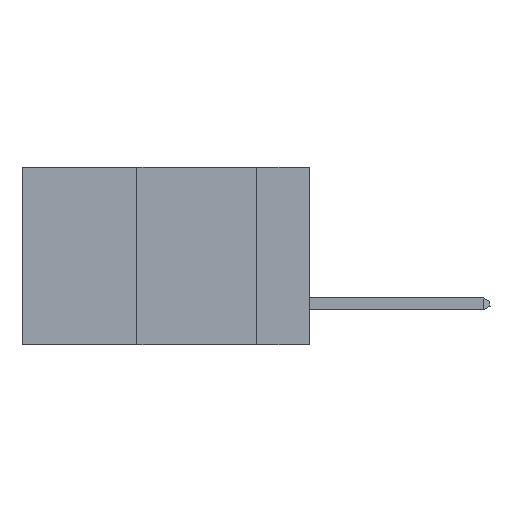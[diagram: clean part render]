
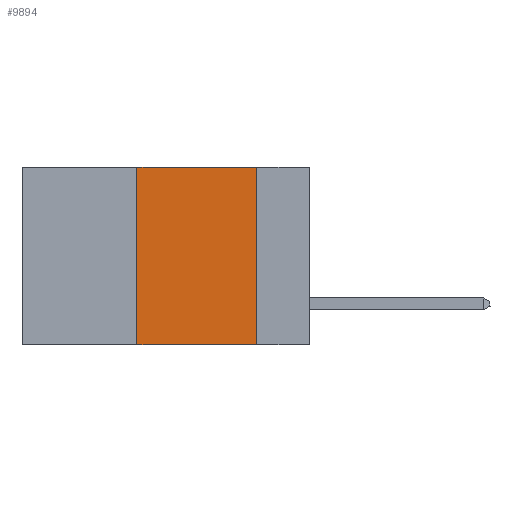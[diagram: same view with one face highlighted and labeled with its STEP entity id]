
A CAD part, left-side view. The second image highlights one B-rep face of the part: STEP entity #9894.
In plain terms, the highlighted planar face has unit normal (-1, 0, 0).
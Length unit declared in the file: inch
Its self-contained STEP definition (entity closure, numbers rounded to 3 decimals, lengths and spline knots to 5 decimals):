
#1429 = VERTEX_POINT ( 'NONE', #26085 ) ;
#1779 = ORIENTED_EDGE ( 'NONE', *, *, #29395, .F. ) ;
#2644 = DIRECTION ( 'NONE',  ( 0., 0., -1. ) ) ;
#4195 = CARTESIAN_POINT ( 'NONE',  ( 0., 0.6, -0.37 ) ) ;
#5256 = DIRECTION ( 'NONE',  ( 1., 0., 0. ) ) ;
#6004 = VERTEX_POINT ( 'NONE', #29020 ) ;
#7447 = DIRECTION ( 'NONE',  ( 0., 0., -1. ) ) ;
#8150 = AXIS2_PLACEMENT_3D ( 'NONE', #10497, #5256, #2644 ) ;
#9894 = ADVANCED_FACE ( 'NONE', ( #27306 ), #10610, .F. ) ;
#10497 = CARTESIAN_POINT ( 'NONE',  ( 0., 0.6, 0. ) ) ;
#10610 = PLANE ( 'NONE',  #8150 ) ;
#10743 = EDGE_CURVE ( 'NONE', #1429, #24058, #26811, .T. ) ;
#11209 = VECTOR ( 'NONE', #7447, 39.37008 ) ;
#11305 = CARTESIAN_POINT ( 'NONE',  ( 0., 0.11, -0.37 ) ) ;
#11729 = VERTEX_POINT ( 'NONE', #24873 ) ;
#13179 = DIRECTION ( 'NONE',  ( 0., -1., 0. ) ) ;
#14154 = ORIENTED_EDGE ( 'NONE', *, *, #19479, .F. ) ;
#14306 = ORIENTED_EDGE ( 'NONE', *, *, #27649, .F. ) ;
#14904 = CARTESIAN_POINT ( 'NONE',  ( 0., 0.36, 0. ) ) ;
#16246 = LINE ( 'NONE', #31508, #11209 ) ;
#17863 = DIRECTION ( 'NONE',  ( 0., -1., 0. ) ) ;
#17972 = VECTOR ( 'NONE', #13179, 39.37008 ) ;
#18102 = LINE ( 'NONE', #14904, #31592 ) ;
#19479 = EDGE_CURVE ( 'NONE', #1429, #6004, #18102, .T. ) ;
#20655 = DIRECTION ( 'NONE',  ( 0., 0., 1. ) ) ;
#24058 = VERTEX_POINT ( 'NONE', #11305 ) ;
#24873 = CARTESIAN_POINT ( 'NONE',  ( 0., 0.11, 0. ) ) ;
#26085 = CARTESIAN_POINT ( 'NONE',  ( 0., 0.36, -0.37 ) ) ;
#26811 = LINE ( 'NONE', #4195, #17972 ) ;
#27306 = FACE_OUTER_BOUND ( 'NONE', #30381, .T. ) ;
#27551 = VECTOR ( 'NONE', #17863, 39.37008 ) ;
#27649 = EDGE_CURVE ( 'NONE', #11729, #24058, #16246, .T. ) ;
#28363 = CARTESIAN_POINT ( 'NONE',  ( 0., 0.6, 0. ) ) ;
#28954 = ORIENTED_EDGE ( 'NONE', *, *, #10743, .T. ) ;
#29020 = CARTESIAN_POINT ( 'NONE',  ( 0., 0.36, 0. ) ) ;
#29395 = EDGE_CURVE ( 'NONE', #6004, #11729, #34748, .T. ) ;
#30381 = EDGE_LOOP ( 'NONE', ( #14306, #1779, #14154, #28954 ) ) ;
#31508 = CARTESIAN_POINT ( 'NONE',  ( 0., 0.11, 0. ) ) ;
#31592 = VECTOR ( 'NONE', #20655, 39.37008 ) ;
#34748 = LINE ( 'NONE', #28363, #27551 ) ;
